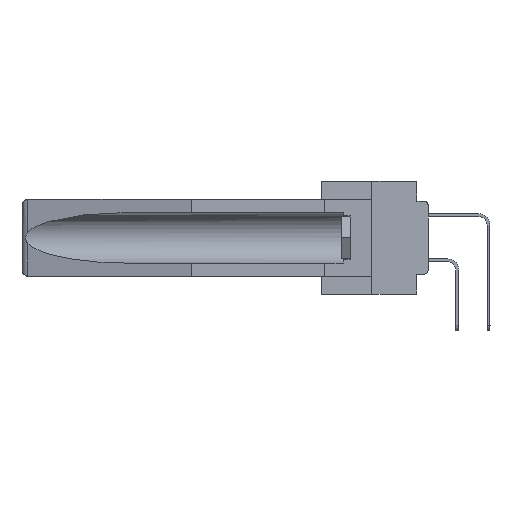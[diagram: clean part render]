
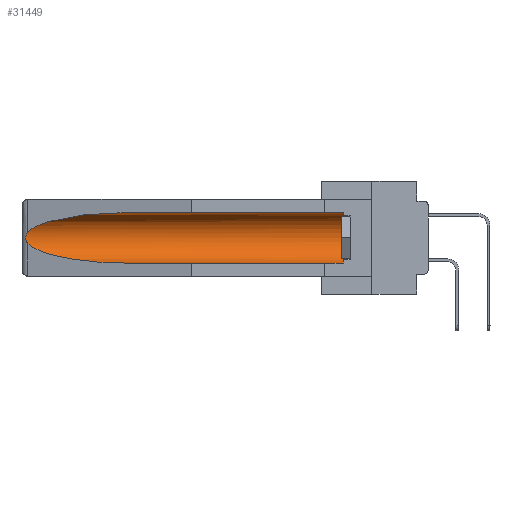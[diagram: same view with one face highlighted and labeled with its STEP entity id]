
A CAD part, left-side view. The second image highlights one B-rep face of the part: STEP entity #31449.
In plain terms, the highlighted cylindrical face has radius 2.857 mm (diameter 5.715 mm), a partial arc.
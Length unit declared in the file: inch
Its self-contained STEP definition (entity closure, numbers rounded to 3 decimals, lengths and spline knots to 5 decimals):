
#558 = CARTESIAN_POINT ( 'NONE',  ( 0.2675, 1.53308, -0.17534 ) ) ;
#1366 = EDGE_CURVE ( 'NONE', #19873, #24723, #5178, .T. ) ;
#1447 = ORIENTED_EDGE ( 'NONE', *, *, #23192, .T. ) ;
#1475 = DIRECTION ( 'NONE',  ( 0., -1., 0. ) ) ;
#2632 = CARTESIAN_POINT ( 'NONE',  ( 0.155, 1.07973, -0.284 ) ) ;
#2634 = DIRECTION ( 'NONE',  ( 0., 0., 1. ) ) ;
#3501 = B_SPLINE_CURVE_WITH_KNOTS ( 'NONE', 3,
 ( #12489, #15706, #24242, #30289, #32950, #558, #9846, #21401, #4351, #7006 ),
 .UNSPECIFIED., .F., .F.,
 ( 4, 2, 2, 2, 4 ),
 ( 0., 0.00029, 0.00058, 0.00087, 0.00117 ),
 .UNSPECIFIED. ) ;
#4351 = CARTESIAN_POINT ( 'NONE',  ( 0.26597, 1.5296, -0.19026 ) ) ;
#5178 = LINE ( 'NONE', #22215, #12911 ) ;
#6223 = CARTESIAN_POINT ( 'NONE',  ( 0.26537, 1.52718, -0.19328 ) ) ;
#6807 = CARTESIAN_POINT ( 'NONE',  ( 0.155, 1.07973, -0.059 ) ) ;
#7006 = CARTESIAN_POINT ( 'NONE',  ( 0.26537, 1.52718, -0.19328 ) ) ;
#7919 = EDGE_CURVE ( 'NONE', #23477, #32584, #8641, .T. ) ;
#8641 =( BOUNDED_CURVE ( )  B_SPLINE_CURVE ( 3, ( #6807, #8749, #15695, #27250 ),
 .UNSPECIFIED., .F., .T. ) 
 B_SPLINE_CURVE_WITH_KNOTS ( ( 4, 4 ),
 ( 4.71239, 6.08839 ),
 .UNSPECIFIED. ) 
 CURVE ( )  GEOMETRIC_REPRESENTATION_ITEM ( )  RATIONAL_B_SPLINE_CURVE ( ( 1., 0.848, 0.848, 1. ) ) 
 REPRESENTATION_ITEM ( '' )  );
#8680 = FACE_OUTER_BOUND ( 'NONE', #33555, .T. ) ;
#8749 = CARTESIAN_POINT ( 'NONE',  ( 0.21114, 1.30732, -0.059 ) ) ;
#9714 = ORIENTED_EDGE ( 'NONE', *, *, #7919, .T. ) ;
#9846 = CARTESIAN_POINT ( 'NONE',  ( 0.2673, 1.53269, -0.17917 ) ) ;
#9868 = CARTESIAN_POINT ( 'NONE',  ( 0.26537, 1.52718, -0.19328 ) ) ;
#10856 = LINE ( 'NONE', #36087, #21307 ) ;
#11415 = CARTESIAN_POINT ( 'NONE',  ( 0.155, 1.07973, -0.284 ) ) ;
#12489 = CARTESIAN_POINT ( 'NONE',  ( 0.26537, 1.52718, -0.14972 ) ) ;
#12534 = CARTESIAN_POINT ( 'NONE',  ( 0.155, 1.07973, -0.059 ) ) ;
#12911 = VECTOR ( 'NONE', #33767, 39.37008 ) ;
#13672 = EDGE_CURVE ( 'NONE', #37177, #24723, #37205, .T. ) ;
#14182 = CYLINDRICAL_SURFACE ( 'NONE', #30141, 0.1125 ) ;
#15695 = CARTESIAN_POINT ( 'NONE',  ( 0.25451, 1.48313, -0.09465 ) ) ;
#15706 = CARTESIAN_POINT ( 'NONE',  ( 0.26597, 1.52961, -0.15275 ) ) ;
#15953 = ORIENTED_EDGE ( 'NONE', *, *, #1366, .F. ) ;
#16199 = CIRCLE ( 'NONE', #30696, 0.1125 ) ;
#16365 = DIRECTION ( 'NONE',  ( 0., 1., 0. ) ) ;
#17590 = CARTESIAN_POINT ( 'NONE',  ( 0.21114, 1.30732, -0.284 ) ) ;
#17780 = CARTESIAN_POINT ( 'NONE',  ( 0.25451, 1.48313, -0.24835 ) ) ;
#19629 = DIRECTION ( 'NONE',  ( 0., 0., 1. ) ) ;
#19873 = VERTEX_POINT ( 'NONE', #28222 ) ;
#20246 = CARTESIAN_POINT ( 'NONE',  ( 0.155, -0.30754, -0.1715 ) ) ;
#21307 = VECTOR ( 'NONE', #16365, 39.37008 ) ;
#21401 = CARTESIAN_POINT ( 'NONE',  ( 0.26655, 1.53094, -0.18657 ) ) ;
#21726 = ORIENTED_EDGE ( 'NONE', *, *, #13672, .T. ) ;
#22215 = CARTESIAN_POINT ( 'NONE',  ( 0.155, -0.30754, -0.284 ) ) ;
#22882 = DIRECTION ( 'NONE',  ( 0., 1., 0. ) ) ;
#23192 = EDGE_CURVE ( 'NONE', #27329, #23477, #10856, .T. ) ;
#23477 = VERTEX_POINT ( 'NONE', #12534 ) ;
#24242 = CARTESIAN_POINT ( 'NONE',  ( 0.26654, 1.53092, -0.15636 ) ) ;
#24723 = VERTEX_POINT ( 'NONE', #11415 ) ;
#25828 = CARTESIAN_POINT ( 'NONE',  ( 0.26537, 1.52718, -0.14972 ) ) ;
#26470 = ORIENTED_EDGE ( 'NONE', *, *, #30398, .T. ) ;
#27250 = CARTESIAN_POINT ( 'NONE',  ( 0.26537, 1.52718, -0.14972 ) ) ;
#27329 = VERTEX_POINT ( 'NONE', #33643 ) ;
#28157 = CARTESIAN_POINT ( 'NONE',  ( 0.155, 0.126, -0.1715 ) ) ;
#28222 = CARTESIAN_POINT ( 'NONE',  ( 0.155, 0.126, -0.284 ) ) ;
#30141 = AXIS2_PLACEMENT_3D ( 'NONE', #20246, #22882, #2634 ) ;
#30289 = CARTESIAN_POINT ( 'NONE',  ( 0.2673, 1.5327, -0.16383 ) ) ;
#30398 = EDGE_CURVE ( 'NONE', #19873, #27329, #16199, .T. ) ;
#30696 = AXIS2_PLACEMENT_3D ( 'NONE', #28157, #1475, #19629 ) ;
#31449 = ADVANCED_FACE ( 'NONE', ( #8680 ), #14182, .F. ) ;
#32584 = VERTEX_POINT ( 'NONE', #25828 ) ;
#32950 = CARTESIAN_POINT ( 'NONE',  ( 0.2675, 1.53308, -0.16763 ) ) ;
#33555 = EDGE_LOOP ( 'NONE', ( #9714, #36159, #21726, #15953, #26470, #1447 ) ) ;
#33643 = CARTESIAN_POINT ( 'NONE',  ( 0.155, 0.126, -0.059 ) ) ;
#33767 = DIRECTION ( 'NONE',  ( 0., 1., 0. ) ) ;
#35125 = EDGE_CURVE ( 'NONE', #32584, #37177, #3501, .T. ) ;
#36087 = CARTESIAN_POINT ( 'NONE',  ( 0.155, -0.30754, -0.059 ) ) ;
#36159 = ORIENTED_EDGE ( 'NONE', *, *, #35125, .T. ) ;
#37177 = VERTEX_POINT ( 'NONE', #9868 ) ;
#37205 =( BOUNDED_CURVE ( )  B_SPLINE_CURVE ( 3, ( #6223, #17780, #17590, #2632 ),
 .UNSPECIFIED., .F., .F. ) 
 B_SPLINE_CURVE_WITH_KNOTS ( ( 4, 4 ),
 ( 0.1948, 1.5708 ),
 .UNSPECIFIED. ) 
 CURVE ( )  GEOMETRIC_REPRESENTATION_ITEM ( )  RATIONAL_B_SPLINE_CURVE ( ( 1., 0.848, 0.848, 1. ) ) 
 REPRESENTATION_ITEM ( '' )  );
